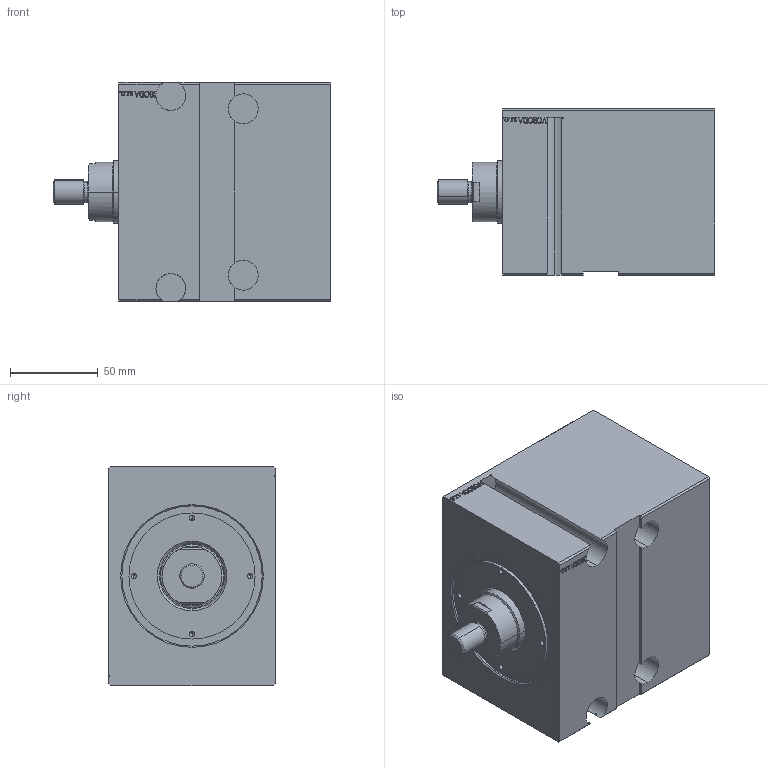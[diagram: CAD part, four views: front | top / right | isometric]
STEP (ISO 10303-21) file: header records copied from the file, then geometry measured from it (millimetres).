
FILE_DESCRIPTION (( 'STEP AP203' ), '1' );
FILE_NAME ('077e.STEP', '2020-09-18T18:38:05', ( '' ), ( '' ), 'SwSTEP 2.0', 'SolidWorks 2019', '' );
FILE_SCHEMA (( 'CONFIG_CONTROL_DESIGN' ));
Length unit declared in the file: millimetre
Products named in the file (5): V500CZ_VC_vysunovaci_E 9b9f50de649b6057ada197799e7c9f0d; V500CZ_VCP_E 9b9f50de649b6057ada197799e7c9f0d; V500CZ_E 9b9f50de649b6057ada197799e7c9f0d; 077e; V500CZ_FM 9b9f50de649b6057ada197799e7c9f0d
Assembly tree (4 placements, depth 2):
  077e
    V500CZ_E 9b9f50de649b6057ada197799e7c9f0d
    V500CZ_FM 9b9f50de649b6057ada197799e7c9f0d
    V500CZ_VC_vysunovaci_E 9b9f50de649b6057ada197799e7c9f0d
    V500CZ_VCP_E 9b9f50de649b6057ada197799e7c9f0d
Bounding box: 158.5 x 95 x 125 mm (x, y, z)
Volume: 1303770.1 mm3; surface area: 139715 mm2
Topology: 6 solids, 6 shells, 753 faces, 1933 edges, 1276 vertices
Faces by surface type: bspline 345, plane 328, cylinder 58, cone 18, torus 4
Entity records: 38930 total; most frequent: CARTESIAN_POINT 22455, ORIENTED_EDGE 3850, DIRECTION 2171, EDGE_CURVE 1925, VERTEX_POINT 1276, LINE 1067, VECTOR 1067, EDGE_LOOP 847
